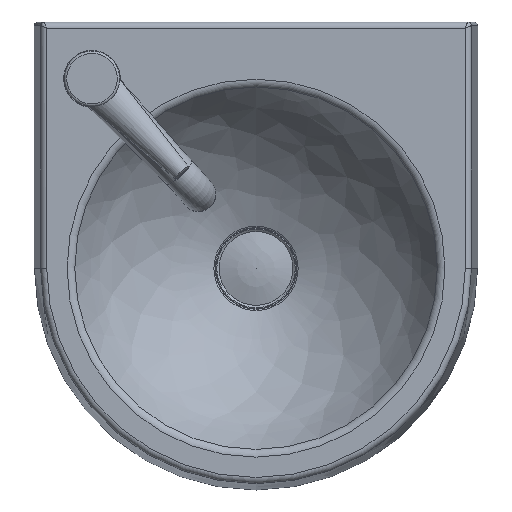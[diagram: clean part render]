
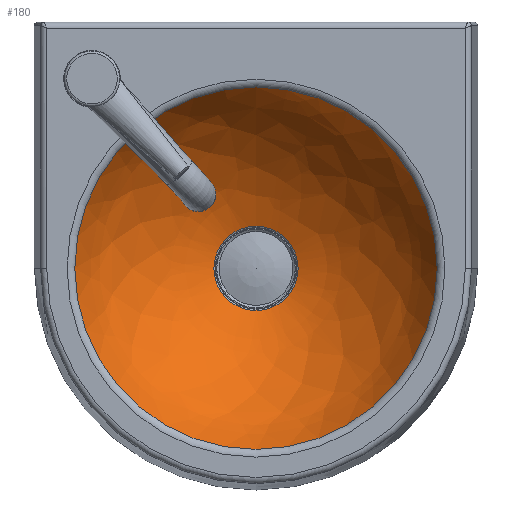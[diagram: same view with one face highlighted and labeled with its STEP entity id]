
A CAD part, top view. The second image highlights one B-rep face of the part: STEP entity #180.
In plain terms, the highlighted free-form (B-spline) face has degree [2, 2] with [3, 9] control points.
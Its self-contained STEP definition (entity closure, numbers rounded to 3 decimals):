
#88=CARTESIAN_POINT('',(-34.194,-5.288,-6.199));
#89=VERTEX_POINT('',#88);
#90=CARTESIAN_POINT('',(0.,-5.288,-6.199));
#91=DIRECTION('',(0.0,0.0,1.0));
#92=DIRECTION('',(1.0,0.0,0.0));
#93=AXIS2_PLACEMENT_3D('',#90,#91,#92);
#94=CIRCLE('',#93,34.194);
#95=EDGE_CURVE('',#89,#89,#94,.T.);
#131=CARTESIAN_POINT('',(147.201,-5.288,96.049));
#132=CARTESIAN_POINT('',(111.391,-5.288,22.054));
#133=CARTESIAN_POINT('',(34.194,-5.288,-6.199));
#134=CARTESIAN_POINT('',(147.201,141.913,96.049));
#135=CARTESIAN_POINT('',(111.391,106.103,22.054));
#136=CARTESIAN_POINT('',(34.194,28.906,-6.199));
#137=CARTESIAN_POINT('',(0.,141.913,96.049));
#138=CARTESIAN_POINT('',(0.,106.103,22.054));
#139=CARTESIAN_POINT('',(0.,28.906,-6.199));
#140=CARTESIAN_POINT('',(-147.201,141.913,96.049));
#141=CARTESIAN_POINT('',(-111.391,106.103,22.054));
#142=CARTESIAN_POINT('',(-34.194,28.906,-6.199));
#143=CARTESIAN_POINT('',(-147.201,-5.288,96.049));
#144=CARTESIAN_POINT('',(-111.391,-5.288,22.054));
#145=CARTESIAN_POINT('',(-34.194,-5.288,-6.199));
#146=CARTESIAN_POINT('',(-147.201,-152.49,96.049));
#147=CARTESIAN_POINT('',(-111.391,-116.68,22.054));
#148=CARTESIAN_POINT('',(-34.194,-39.482,-6.199));
#149=CARTESIAN_POINT('',(0.,-152.49,96.049));
#150=CARTESIAN_POINT('',(0.,-116.68,22.054));
#151=CARTESIAN_POINT('',(0.,-39.482,-6.199));
#152=CARTESIAN_POINT('',(147.201,-152.49,96.049));
#153=CARTESIAN_POINT('',(111.391,-116.68,22.054));
#154=CARTESIAN_POINT('',(34.194,-39.482,-6.199));
#155=CARTESIAN_POINT('',(147.201,-5.288,96.049));
#156=CARTESIAN_POINT('',(111.391,-5.288,22.054));
#157=CARTESIAN_POINT('',(34.194,-5.288,-6.199));
#165=(BOUNDED_SURFACE()B_SPLINE_SURFACE(2,2,((#131,#134,#137,#140,#143,#146,#149,#152,#155),(#132,#135,#138,#141,#144,#147,#150,#153,#156),(#133,#136,#139,#142,#145,#148,#151,#154,#157)),.UNSPECIFIED.,.F.,.T.,.U.)B_SPLINE_SURFACE_WITH_KNOTS((3,3),(3,2,2,2,3),(0.451,1.22),(0.0,1.571,3.142,4.712,6.283),.UNSPECIFIED.)GEOMETRIC_REPRESENTATION_ITEM()RATIONAL_B_SPLINE_SURFACE(((1.0,0.707,1.0,0.707,1.0,0.707,1.0,0.707,1.0),(0.927,0.655,0.927,0.655,0.927,0.655,0.927,0.655,0.927),(1.0,0.707,1.0,0.707,1.0,0.707,1.0,0.707,1.0)))REPRESENTATION_ITEM('')SURFACE());
#166=CARTESIAN_POINT('',(0.,141.913,96.049));
#167=VERTEX_POINT('',#166);
#168=CARTESIAN_POINT('',(0.,-5.288,96.049));
#169=DIRECTION('',(0.0,0.0,-1.0));
#170=DIRECTION('',(0.0,-1.0,0.0));
#171=AXIS2_PLACEMENT_3D('',#168,#169,#170);
#172=CIRCLE('',#171,147.201);
#173=EDGE_CURVE('',#167,#167,#172,.T.);
#174=ORIENTED_EDGE('',*,*,#173,.F.);
#175=EDGE_LOOP('',(#174));
#176=FACE_OUTER_BOUND('',#175,.T.);
#177=ORIENTED_EDGE('',*,*,#95,.F.);
#178=EDGE_LOOP('',(#177));
#179=FACE_BOUND('',#178,.T.);
#180=ADVANCED_FACE('',(#176,#179),#165,.F.);
